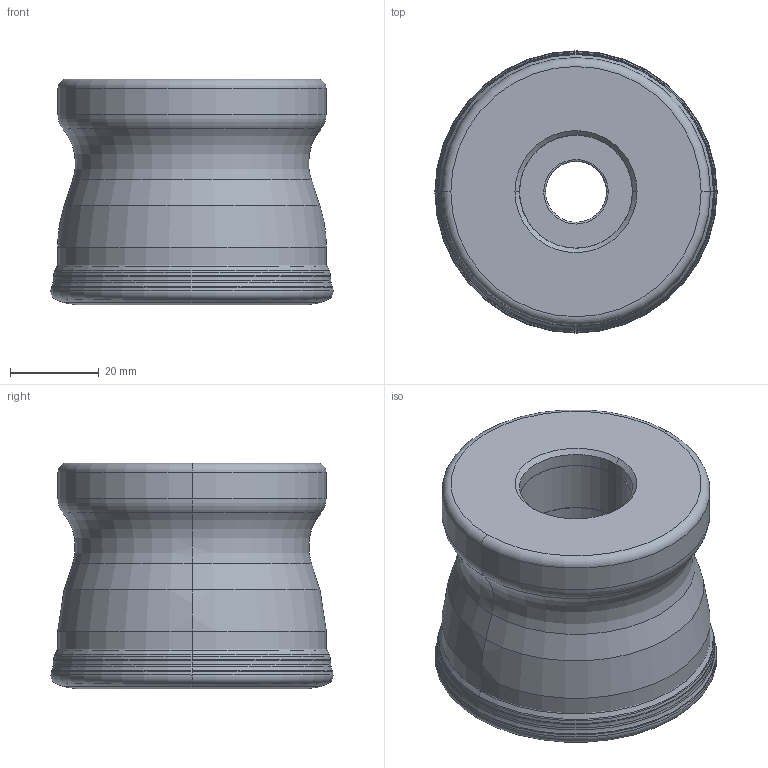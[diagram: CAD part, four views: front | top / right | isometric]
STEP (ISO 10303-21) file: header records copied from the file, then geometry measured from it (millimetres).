
FILE_DESCRIPTION(/* description */ (''),/* implementation_level */ '2;1');
FILE_NAME(/* name */ 'AJXU12R2505C_IR0_079.stp',/* time_stamp */ '2023-03-06T11:28:45+09:00',/* author */ (''),/* organization */ (''),/* preprocessor_version */ 'ST-DEVELOPER v16',/* originating_system */ 'SIEMENS PLM Software NX 10.0',/* authorisation */ '');
FILE_SCHEMA (('AUTOMOTIVE_DESIGN { 1 0 10303 214 3 1 1 1 }'));
Length unit declared in the file: millimetre
Products named in the file (1): AJXU12R2505C_IR0_079_ASM_3_ASM
Bounding box: 63.5 x 63.5 x 50.8 mm (x, y, z)
Volume: 130594 mm3; surface area: 24472.2 mm2
Topology: 2 solids, 2 shells, 151 faces, 372 edges, 271 vertices
Faces by surface type: torus 68, revolution 32, cone 24, cylinder 16, plane 7, bspline 4
Entity records: 5333 total; most frequent: CARTESIAN_POINT 1520, DIRECTION 871, ORIENTED_EDGE 660, AXIS2_PLACEMENT_3D 398, EDGE_CURVE 330, CIRCLE 275, VERTEX_POINT 186, EDGE_LOOP 158
